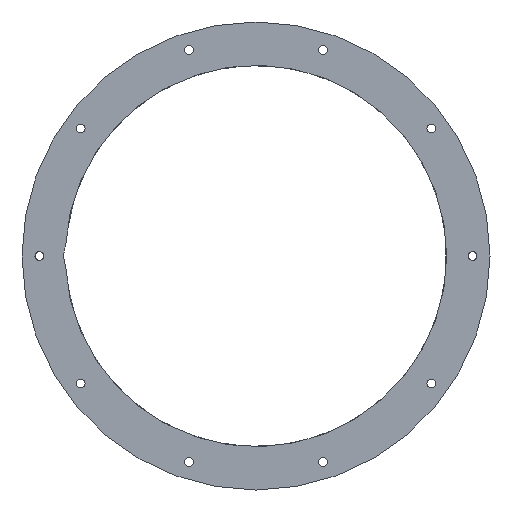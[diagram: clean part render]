
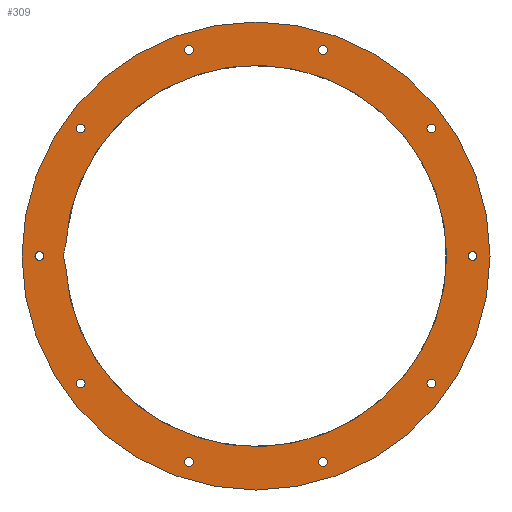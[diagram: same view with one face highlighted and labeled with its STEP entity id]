
A CAD part, front view. The second image highlights one B-rep face of the part: STEP entity #309.
In plain terms, the highlighted planar face has unit normal (0, -1, 0).
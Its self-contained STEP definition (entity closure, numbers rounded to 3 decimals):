
#48=FACE_BOUND('',#124,.T.);
#49=FACE_BOUND('',#125,.T.);
#50=FACE_BOUND('',#126,.T.);
#51=FACE_BOUND('',#127,.T.);
#52=FACE_BOUND('',#128,.T.);
#53=FACE_BOUND('',#129,.T.);
#54=FACE_BOUND('',#130,.T.);
#55=FACE_BOUND('',#131,.T.);
#56=FACE_BOUND('',#132,.T.);
#57=FACE_BOUND('',#133,.T.);
#58=FACE_BOUND('',#134,.T.);
#71=CIRCLE('',#352,2.5);
#72=CIRCLE('',#354,2.5);
#73=CIRCLE('',#356,2.5);
#74=CIRCLE('',#358,2.5);
#75=CIRCLE('',#360,2.5);
#76=CIRCLE('',#362,2.5);
#77=CIRCLE('',#364,2.5);
#78=CIRCLE('',#366,2.5);
#79=CIRCLE('',#368,2.5);
#80=CIRCLE('',#370,2.5);
#81=CIRCLE('',#372,135.);
#82=CIRCLE('',#373,110.);
#84=PLANE('',#371);
#97=FACE_OUTER_BOUND('',#123,.T.);
#123=EDGE_LOOP('',(#263));
#124=EDGE_LOOP('',(#264,#265));
#125=EDGE_LOOP('',(#266));
#126=EDGE_LOOP('',(#267));
#127=EDGE_LOOP('',(#268));
#128=EDGE_LOOP('',(#269));
#129=EDGE_LOOP('',(#270));
#130=EDGE_LOOP('',(#271));
#131=EDGE_LOOP('',(#272));
#132=EDGE_LOOP('',(#273));
#133=EDGE_LOOP('',(#274));
#134=EDGE_LOOP('',(#275));
#139=ELLIPSE('',#336,21.768,20.);
#141=VERTEX_POINT('',#473);
#142=VERTEX_POINT('',#474);
#156=VERTEX_POINT('',#524);
#157=VERTEX_POINT('',#528);
#158=VERTEX_POINT('',#532);
#159=VERTEX_POINT('',#536);
#160=VERTEX_POINT('',#540);
#161=VERTEX_POINT('',#544);
#162=VERTEX_POINT('',#548);
#163=VERTEX_POINT('',#552);
#164=VERTEX_POINT('',#556);
#165=VERTEX_POINT('',#560);
#166=VERTEX_POINT('',#564);
#167=EDGE_CURVE('',#141,#142,#139,.T.);
#184=EDGE_CURVE('',#156,#156,#71,.T.);
#186=EDGE_CURVE('',#157,#157,#72,.T.);
#188=EDGE_CURVE('',#158,#158,#73,.T.);
#190=EDGE_CURVE('',#159,#159,#74,.T.);
#192=EDGE_CURVE('',#160,#160,#75,.T.);
#194=EDGE_CURVE('',#161,#161,#76,.T.);
#196=EDGE_CURVE('',#162,#162,#77,.T.);
#198=EDGE_CURVE('',#163,#163,#78,.T.);
#200=EDGE_CURVE('',#164,#164,#79,.T.);
#202=EDGE_CURVE('',#165,#165,#80,.T.);
#203=EDGE_CURVE('',#166,#166,#81,.T.);
#204=EDGE_CURVE('',#142,#141,#82,.T.);
#263=ORIENTED_EDGE('',*,*,#203,.T.);
#264=ORIENTED_EDGE('',*,*,#167,.T.);
#265=ORIENTED_EDGE('',*,*,#204,.T.);
#266=ORIENTED_EDGE('',*,*,#184,.T.);
#267=ORIENTED_EDGE('',*,*,#186,.T.);
#268=ORIENTED_EDGE('',*,*,#188,.T.);
#269=ORIENTED_EDGE('',*,*,#190,.T.);
#270=ORIENTED_EDGE('',*,*,#192,.T.);
#271=ORIENTED_EDGE('',*,*,#194,.T.);
#272=ORIENTED_EDGE('',*,*,#196,.T.);
#273=ORIENTED_EDGE('',*,*,#198,.T.);
#274=ORIENTED_EDGE('',*,*,#200,.T.);
#275=ORIENTED_EDGE('',*,*,#202,.T.);
#309=ADVANCED_FACE('',(#97,#48,#49,#50,#51,#52,#53,#54,#55,#56,#57,#58),
#84,.F.);
#336=AXIS2_PLACEMENT_3D('',#475,#380,#381);
#352=AXIS2_PLACEMENT_3D('',#526,#413,#414);
#354=AXIS2_PLACEMENT_3D('',#530,#418,#419);
#356=AXIS2_PLACEMENT_3D('',#534,#423,#424);
#358=AXIS2_PLACEMENT_3D('',#538,#428,#429);
#360=AXIS2_PLACEMENT_3D('',#542,#433,#434);
#362=AXIS2_PLACEMENT_3D('',#546,#438,#439);
#364=AXIS2_PLACEMENT_3D('',#550,#443,#444);
#366=AXIS2_PLACEMENT_3D('',#554,#448,#449);
#368=AXIS2_PLACEMENT_3D('',#558,#453,#454);
#370=AXIS2_PLACEMENT_3D('',#562,#458,#459);
#371=AXIS2_PLACEMENT_3D('',#563,#460,#461);
#372=AXIS2_PLACEMENT_3D('',#565,#462,#463);
#373=AXIS2_PLACEMENT_3D('',#566,#464,#465);
#380=DIRECTION('center_axis',(0.,1.,0.));
#381=DIRECTION('ref_axis',(1.,0.,0.));
#413=DIRECTION('center_axis',(0.,1.,0.));
#414=DIRECTION('ref_axis',(1.,0.,0.));
#418=DIRECTION('center_axis',(0.,1.,0.));
#419=DIRECTION('ref_axis',(1.,0.,0.));
#423=DIRECTION('center_axis',(0.,1.,0.));
#424=DIRECTION('ref_axis',(1.,0.,0.));
#428=DIRECTION('center_axis',(0.,1.,0.));
#429=DIRECTION('ref_axis',(1.,0.,0.));
#433=DIRECTION('center_axis',(0.,1.,0.));
#434=DIRECTION('ref_axis',(1.,0.,0.));
#438=DIRECTION('center_axis',(0.,1.,0.));
#439=DIRECTION('ref_axis',(1.,0.,0.));
#443=DIRECTION('center_axis',(0.,1.,0.));
#444=DIRECTION('ref_axis',(1.,0.,0.));
#448=DIRECTION('center_axis',(0.,1.,0.));
#449=DIRECTION('ref_axis',(1.,0.,0.));
#453=DIRECTION('center_axis',(0.,1.,0.));
#454=DIRECTION('ref_axis',(1.,0.,0.));
#458=DIRECTION('center_axis',(0.,1.,0.));
#459=DIRECTION('ref_axis',(1.,0.,0.));
#460=DIRECTION('center_axis',(0.,1.,0.));
#461=DIRECTION('ref_axis',(0.,0.,1.));
#462=DIRECTION('center_axis',(0.,-1.,0.));
#463=DIRECTION('ref_axis',(-1.,0.,0.));
#464=DIRECTION('center_axis',(0.,1.,0.));
#465=DIRECTION('ref_axis',(1.,0.,0.));
#473=CARTESIAN_POINT('',(-109.821,-10.,-6.269));
#474=CARTESIAN_POINT('',(-109.821,-10.,6.269));
#475=CARTESIAN_POINT('Origin',(-89.15,-10.,0.));
#524=CARTESIAN_POINT('',(98.627,-10.,-73.473));
#526=CARTESIAN_POINT('Origin',(101.127,-10.,-73.473));
#528=CARTESIAN_POINT('',(36.127,-10.,-118.882));
#530=CARTESIAN_POINT('Origin',(38.627,-10.,-118.882));
#532=CARTESIAN_POINT('',(-41.127,-10.,-118.882));
#534=CARTESIAN_POINT('Origin',(-38.627,-10.,-118.882));
#536=CARTESIAN_POINT('',(-103.627,-10.,-73.473));
#538=CARTESIAN_POINT('Origin',(-101.127,-10.,-73.473));
#540=CARTESIAN_POINT('',(-127.5,-10.,0.));
#542=CARTESIAN_POINT('Origin',(-125.,-10.,0.));
#544=CARTESIAN_POINT('',(-103.627,-10.,73.473));
#546=CARTESIAN_POINT('Origin',(-101.127,-10.,73.473));
#548=CARTESIAN_POINT('',(-41.127,-10.,118.882));
#550=CARTESIAN_POINT('Origin',(-38.627,-10.,118.882));
#552=CARTESIAN_POINT('',(36.127,-10.,118.882));
#554=CARTESIAN_POINT('Origin',(38.627,-10.,118.882));
#556=CARTESIAN_POINT('',(98.627,-10.,73.473));
#558=CARTESIAN_POINT('Origin',(101.127,-10.,73.473));
#560=CARTESIAN_POINT('',(122.5,-10.,0.));
#562=CARTESIAN_POINT('Origin',(125.,-10.,0.));
#563=CARTESIAN_POINT('Origin',(0.,-10.,0.));
#564=CARTESIAN_POINT('',(135.,-10.,0.));
#565=CARTESIAN_POINT('Origin',(0.,-10.,0.));
#566=CARTESIAN_POINT('Origin',(0.,-10.,0.));
